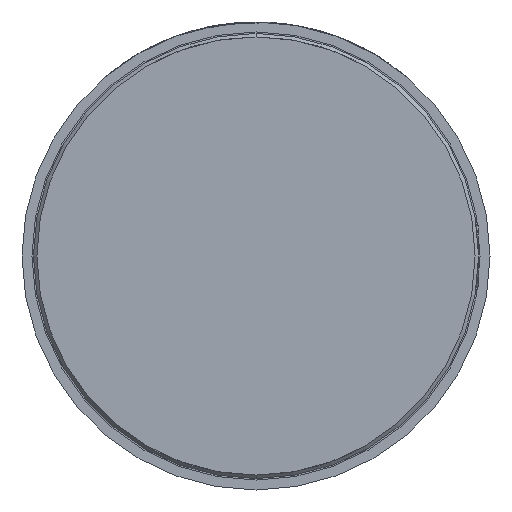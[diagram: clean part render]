
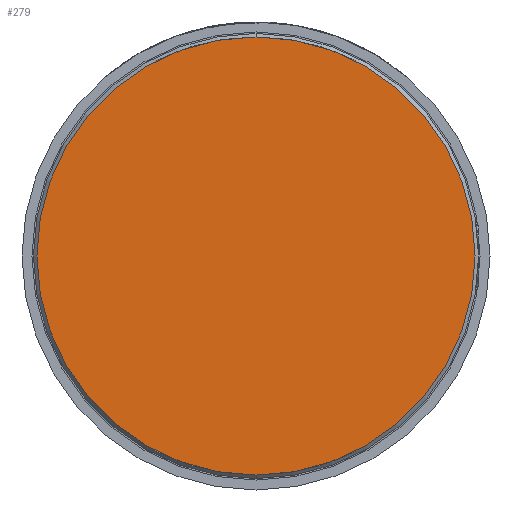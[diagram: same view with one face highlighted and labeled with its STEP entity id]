
A CAD part, front view. The second image highlights one B-rep face of the part: STEP entity #279.
In plain terms, the highlighted planar face has unit normal (0, -1, 0).
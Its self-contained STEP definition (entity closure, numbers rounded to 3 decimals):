
#71 = CIRCLE ( 'NONE', #3546, 2.2 ) ;
#212 = FACE_OUTER_BOUND ( 'NONE', #1832, .T. ) ;
#237 = VERTEX_POINT ( 'NONE', #684 ) ;
#279 = ADVANCED_FACE ( 'Defeature ausgef�hrt1_7', ( #212 ), #785, .F. ) ;
#304 = DIRECTION ( 'NONE',  ( -1., 0., 0. ) ) ;
#546 = EDGE_CURVE ( 'Defeature ausgef�hrt1_7+Defeature ausgef�hrt1_14+Defeature ausgef�hrt1_14+Defeature ausgef�hrt1_14', #601, #237, #71, .T. ) ;
#580 = ORIENTED_EDGE ( 'NONE', *, *, #3652, .T. ) ;
#601 = VERTEX_POINT ( 'NONE', #950 ) ;
#659 = CARTESIAN_POINT ( 'NONE',  ( 0., 0., 0. ) ) ;
#684 = CARTESIAN_POINT ( 'NONE',  ( 2.2, 0., 0. ) ) ;
#785 = PLANE ( 'NONE',  #3844 ) ;
#825 = CARTESIAN_POINT ( 'NONE',  ( 0., 0., -1.9 ) ) ;
#950 = CARTESIAN_POINT ( 'NONE',  ( -2.2, 0., 0. ) ) ;
#990 = DIRECTION ( 'NONE',  ( 0., -1., 0. ) ) ;
#1741 = DIRECTION ( 'NONE',  ( 0., 1., 0. ) ) ;
#1832 = EDGE_LOOP ( 'NONE', ( #4049, #580 ) ) ;
#2314 = AXIS2_PLACEMENT_3D ( 'NONE', #659, #990, #304 ) ;
#2826 = DIRECTION ( 'NONE',  ( -1., 0., 0. ) ) ;
#2838 = DIRECTION ( 'NONE',  ( 0., -1., 0. ) ) ;
#3481 = CARTESIAN_POINT ( 'NONE',  ( 0., 0., 0. ) ) ;
#3546 = AXIS2_PLACEMENT_3D ( 'NONE', #3481, #2838, #2826 ) ;
#3652 = EDGE_CURVE ( 'Defeature ausgef�hrt1_7+Defeature ausgef�hrt1_14+Defeature ausgef�hrt1_14+Defeature ausgef�hrt1_14', #237, #601, #3993, .T. ) ;
#3844 = AXIS2_PLACEMENT_3D ( 'NONE', #825, #1741, #4040 ) ;
#3993 = CIRCLE ( 'NONE', #2314, 2.2 ) ;
#4040 = DIRECTION ( 'NONE',  ( 1., 0., 0. ) ) ;
#4049 = ORIENTED_EDGE ( 'NONE', *, *, #546, .T. ) ;
